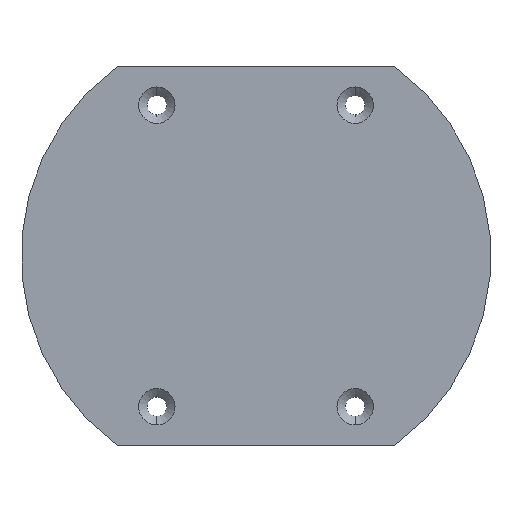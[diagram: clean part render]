
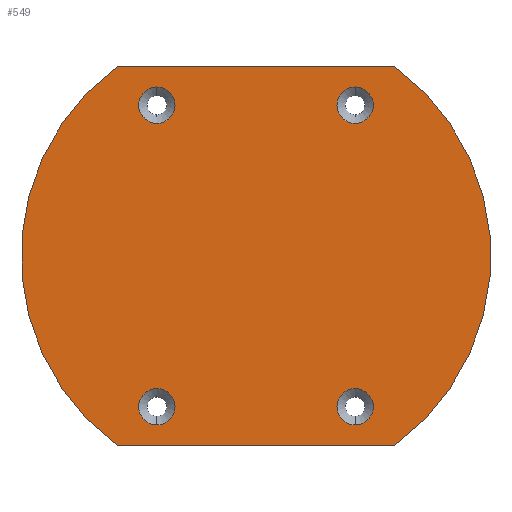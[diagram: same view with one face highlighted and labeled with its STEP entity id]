
A CAD part, top view. The second image highlights one B-rep face of the part: STEP entity #549.
In plain terms, the highlighted face is planar.
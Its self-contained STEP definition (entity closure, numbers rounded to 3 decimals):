
#2 = EDGE_CURVE ( 'NONE', #292, #502, #357, .T. ) ;
#7 = EDGE_CURVE ( 'NONE', #502, #569, #418, .T. ) ;
#10 = DIRECTION ( 'NONE',  ( 0., -1., 0. ) ) ;
#28 = ORIENTED_EDGE ( 'NONE', *, *, #287, .F. ) ;
#29 = EDGE_CURVE ( 'NONE', #639, #244, #708, .T. ) ;
#36 = ORIENTED_EDGE ( 'NONE', *, *, #529, .F. ) ;
#43 = DIRECTION ( 'NONE',  ( 0., 0., -1. ) ) ;
#92 = ORIENTED_EDGE ( 'NONE', *, *, #340, .F. ) ;
#96 = EDGE_LOOP ( 'NONE', ( #92, #99 ) ) ;
#97 = VERTEX_POINT ( 'NONE', #297 ) ;
#99 = ORIENTED_EDGE ( 'NONE', *, *, #486, .F. ) ;
#110 = ORIENTED_EDGE ( 'NONE', *, *, #489, .F. ) ;
#117 = AXIS2_PLACEMENT_3D ( 'NONE', #622, #256, #652 ) ;
#119 = ORIENTED_EDGE ( 'NONE', *, *, #29, .F. ) ;
#121 = DIRECTION ( 'NONE',  ( 0., 1., 0. ) ) ;
#128 = VERTEX_POINT ( 'NONE', #231 ) ;
#130 = ORIENTED_EDGE ( 'NONE', *, *, #667, .F. ) ;
#131 = AXIS2_PLACEMENT_3D ( 'NONE', #376, #730, #447 ) ;
#133 = ORIENTED_EDGE ( 'NONE', *, *, #134, .F. ) ;
#134 = EDGE_CURVE ( 'NONE', #128, #212, #567, .T. ) ;
#146 = ORIENTED_EDGE ( 'NONE', *, *, #724, .T. ) ;
#151 = CARTESIAN_POINT ( 'NONE',  ( 23., 0., -35. ) ) ;
#156 = ORIENTED_EDGE ( 'NONE', *, *, #2, .T. ) ;
#159 = ORIENTED_EDGE ( 'NONE', *, *, #7, .T. ) ;
#164 = VERTEX_POINT ( 'NONE', #180 ) ;
#180 = CARTESIAN_POINT ( 'NONE',  ( -32.16, 0., 44. ) ) ;
#185 = AXIS2_PLACEMENT_3D ( 'NONE', #643, #121, #680 ) ;
#190 = DIRECTION ( 'NONE',  ( 0., -1., 0. ) ) ;
#195 = EDGE_LOOP ( 'NONE', ( #130, #133 ) ) ;
#201 = EDGE_LOOP ( 'NONE', ( #307, #146, #156, #159 ) ) ;
#212 = VERTEX_POINT ( 'NONE', #481 ) ;
#214 = DIRECTION ( 'NONE',  ( 0., 0., -1. ) ) ;
#215 = VECTOR ( 'NONE', #617, 1000. ) ;
#225 = DIRECTION ( 'NONE',  ( 0., -1., 0. ) ) ;
#228 = CARTESIAN_POINT ( 'NONE',  ( 23., 0., -39.216 ) ) ;
#231 = CARTESIAN_POINT ( 'NONE',  ( -23., 0., -30.784 ) ) ;
#239 = VERTEX_POINT ( 'NONE', #602 ) ;
#244 = VERTEX_POINT ( 'NONE', #228 ) ;
#246 = DIRECTION ( 'NONE',  ( 0., 0., 1. ) ) ;
#254 = CARTESIAN_POINT ( 'NONE',  ( 23., 0., 39.216 ) ) ;
#255 = VECTOR ( 'NONE', #504, 1000. ) ;
#256 = DIRECTION ( 'NONE',  ( 0., -1., 0. ) ) ;
#262 = VERTEX_POINT ( 'NONE', #355 ) ;
#266 = AXIS2_PLACEMENT_3D ( 'NONE', #277, #687, #301 ) ;
#277 = CARTESIAN_POINT ( 'NONE',  ( -23., 0., 35. ) ) ;
#282 = LINE ( 'NONE', #682, #255 ) ;
#285 = CARTESIAN_POINT ( 'NONE',  ( -32.16, 0., -44. ) ) ;
#287 = EDGE_CURVE ( 'NONE', #262, #97, #409, .T. ) ;
#292 = VERTEX_POINT ( 'NONE', #285 ) ;
#293 = CIRCLE ( 'NONE', #117, 54.5 ) ;
#294 = VERTEX_POINT ( 'NONE', #254 ) ;
#297 = CARTESIAN_POINT ( 'NONE',  ( -23., 0., 39.216 ) ) ;
#301 = DIRECTION ( 'NONE',  ( 0., 0., -1. ) ) ;
#307 = ORIENTED_EDGE ( 'NONE', *, *, #712, .T. ) ;
#311 = CARTESIAN_POINT ( 'NONE',  ( 0., 0., 0. ) ) ;
#316 = CARTESIAN_POINT ( 'NONE',  ( 0., 0., -44. ) ) ;
#322 = CIRCLE ( 'NONE', #131, 4.216 ) ;
#327 = DIRECTION ( 'NONE',  ( 0., -1., 0. ) ) ;
#330 = CIRCLE ( 'NONE', #426, 4.216 ) ;
#340 = EDGE_CURVE ( 'NONE', #239, #294, #330, .T. ) ;
#353 = AXIS2_PLACEMENT_3D ( 'NONE', #151, #589, #214 ) ;
#355 = CARTESIAN_POINT ( 'NONE',  ( -23., 0., 30.784 ) ) ;
#357 = LINE ( 'NONE', #316, #215 ) ;
#358 = AXIS2_PLACEMENT_3D ( 'NONE', #397, #10, #459 ) ;
#370 = FACE_BOUND ( 'NONE', #195, .T. ) ;
#375 = CARTESIAN_POINT ( 'NONE',  ( 23., 0., -30.784 ) ) ;
#376 = CARTESIAN_POINT ( 'NONE',  ( -23., 0., -35. ) ) ;
#382 = FACE_BOUND ( 'NONE', #651, .T. ) ;
#383 = FACE_BOUND ( 'NONE', #432, .T. ) ;
#394 = FACE_OUTER_BOUND ( 'NONE', #201, .T. ) ;
#396 = FACE_BOUND ( 'NONE', #96, .T. ) ;
#397 = CARTESIAN_POINT ( 'NONE',  ( 23., 0., 35. ) ) ;
#409 = CIRCLE ( 'NONE', #448, 4.216 ) ;
#412 = CARTESIAN_POINT ( 'NONE',  ( -23., 0., 35. ) ) ;
#418 = CIRCLE ( 'NONE', #543, 54.5 ) ;
#426 = AXIS2_PLACEMENT_3D ( 'NONE', #653, #327, #685 ) ;
#432 = EDGE_LOOP ( 'NONE', ( #110, #119 ) ) ;
#445 = CIRCLE ( 'NONE', #266, 4.216 ) ;
#447 = DIRECTION ( 'NONE',  ( 0., 0., -1. ) ) ;
#448 = AXIS2_PLACEMENT_3D ( 'NONE', #412, #225, #601 ) ;
#459 = DIRECTION ( 'NONE',  ( 0., 0., -1. ) ) ;
#467 = AXIS2_PLACEMENT_3D ( 'NONE', #637, #484, #43 ) ;
#481 = CARTESIAN_POINT ( 'NONE',  ( -23., 0., -39.216 ) ) ;
#484 = DIRECTION ( 'NONE',  ( 0., -1., 0. ) ) ;
#486 = EDGE_CURVE ( 'NONE', #294, #239, #663, .T. ) ;
#489 = EDGE_CURVE ( 'NONE', #244, #639, #677, .T. ) ;
#502 = VERTEX_POINT ( 'NONE', #631 ) ;
#504 = DIRECTION ( 'NONE',  ( -1., 0., 0. ) ) ;
#529 = EDGE_CURVE ( 'NONE', #97, #262, #445, .T. ) ;
#543 = AXIS2_PLACEMENT_3D ( 'NONE', #311, #644, #246 ) ;
#549 = ADVANCED_FACE ( 'NONE', ( #382, #396, #383, #370, #394 ), #614, .F. ) ;
#564 = DIRECTION ( 'NONE',  ( 0., 0., -1. ) ) ;
#567 = CIRCLE ( 'NONE', #467, 4.216 ) ;
#569 = VERTEX_POINT ( 'NONE', #681 ) ;
#572 = AXIS2_PLACEMENT_3D ( 'NONE', #613, #190, #564 ) ;
#589 = DIRECTION ( 'NONE',  ( 0., -1., 0. ) ) ;
#601 = DIRECTION ( 'NONE',  ( 0., 0., -1. ) ) ;
#602 = CARTESIAN_POINT ( 'NONE',  ( 23., 0., 30.784 ) ) ;
#613 = CARTESIAN_POINT ( 'NONE',  ( 23., 0., -35. ) ) ;
#614 = PLANE ( 'NONE',  #185 ) ;
#617 = DIRECTION ( 'NONE',  ( 1., 0., 0. ) ) ;
#622 = CARTESIAN_POINT ( 'NONE',  ( 0., 0., 0. ) ) ;
#631 = CARTESIAN_POINT ( 'NONE',  ( 32.16, 0., -44. ) ) ;
#637 = CARTESIAN_POINT ( 'NONE',  ( -23., 0., -35. ) ) ;
#639 = VERTEX_POINT ( 'NONE', #375 ) ;
#643 = CARTESIAN_POINT ( 'NONE',  ( 0., 0., 0. ) ) ;
#644 = DIRECTION ( 'NONE',  ( 0., -1., 0. ) ) ;
#651 = EDGE_LOOP ( 'NONE', ( #28, #36 ) ) ;
#652 = DIRECTION ( 'NONE',  ( 0., 0., 1. ) ) ;
#653 = CARTESIAN_POINT ( 'NONE',  ( 23., 0., 35. ) ) ;
#663 = CIRCLE ( 'NONE', #358, 4.216 ) ;
#667 = EDGE_CURVE ( 'NONE', #212, #128, #322, .T. ) ;
#677 = CIRCLE ( 'NONE', #353, 4.216 ) ;
#680 = DIRECTION ( 'NONE',  ( 0., 0., 1. ) ) ;
#681 = CARTESIAN_POINT ( 'NONE',  ( 32.16, 0., 44. ) ) ;
#682 = CARTESIAN_POINT ( 'NONE',  ( 0., 0., 44. ) ) ;
#685 = DIRECTION ( 'NONE',  ( 0., 0., -1. ) ) ;
#687 = DIRECTION ( 'NONE',  ( 0., -1., 0. ) ) ;
#708 = CIRCLE ( 'NONE', #572, 4.216 ) ;
#712 = EDGE_CURVE ( 'NONE', #569, #164, #282, .T. ) ;
#724 = EDGE_CURVE ( 'NONE', #164, #292, #293, .T. ) ;
#730 = DIRECTION ( 'NONE',  ( 0., -1., 0. ) ) ;
